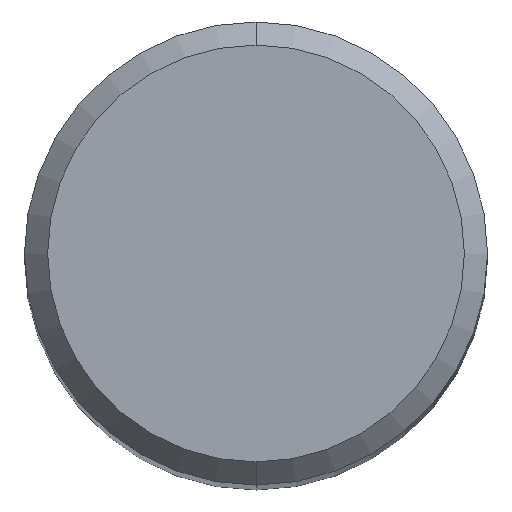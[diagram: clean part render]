
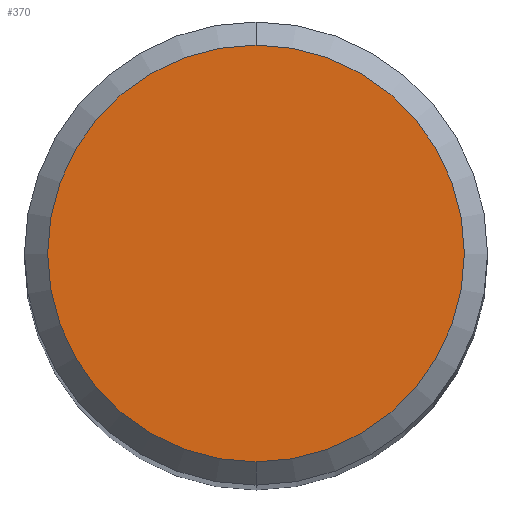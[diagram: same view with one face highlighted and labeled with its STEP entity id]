
A CAD part, top view. The second image highlights one B-rep face of the part: STEP entity #370.
In plain terms, the highlighted planar face has unit normal (0, 0, 1).
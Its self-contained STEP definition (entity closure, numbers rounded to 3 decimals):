
#256=VERTEX_POINT('',#567);
#368=EDGE_CURVE('',#256,#414,#694,.T.);
#370=ADVANCED_FACE('',(#696),#697,.T.);
#388=EDGE_CURVE('',#414,#256,#717,.T.);
#414=VERTEX_POINT('',#744);
#567=CARTESIAN_POINT('',(0.,-4.5,0.0));
#694=CIRCLE('',#1185,4.5);
#696=FACE_OUTER_BOUND('',#1187,.T.);
#697=PLANE('',#1188);
#717=CIRCLE('',#1263,4.5);
#744=CARTESIAN_POINT('',(0.0,4.5,0.0));
#1185=AXIS2_PLACEMENT_3D('',#1736,#1737,#1738);
#1187=EDGE_LOOP('',(#1740,#1741));
#1188=AXIS2_PLACEMENT_3D('',#1742,#1743,#1744);
#1263=AXIS2_PLACEMENT_3D('',#1765,#1766,#1767);
#1736=CARTESIAN_POINT('',(0.0,0.0,0.0));
#1737=DIRECTION('',(0.0,0.0,-1.0));
#1738=DIRECTION('',(0.0,1.0,0.0));
#1740=ORIENTED_EDGE('',*,*,#388,.F.);
#1741=ORIENTED_EDGE('',*,*,#368,.F.);
#1742=CARTESIAN_POINT('',(0.0,2.25,0.0));
#1743=DIRECTION('',(-0.0,0.0,1.0));
#1744=DIRECTION('',(0.0,-1.0,0.0));
#1765=CARTESIAN_POINT('',(0.0,0.0,0.0));
#1766=DIRECTION('',(0.0,0.0,-1.0));
#1767=DIRECTION('',(0.0,1.0,0.0));
